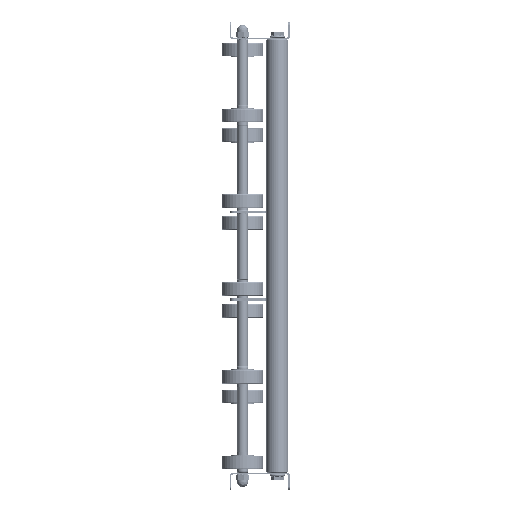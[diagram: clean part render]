
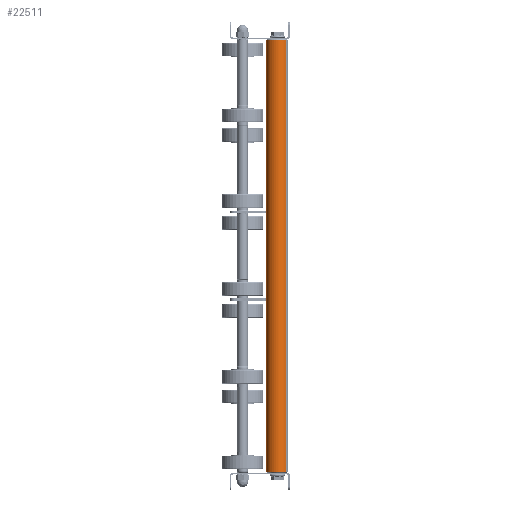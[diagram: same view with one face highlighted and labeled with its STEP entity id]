
A CAD part, left-side view. The second image highlights one B-rep face of the part: STEP entity #22511.
In plain terms, the highlighted cylindrical face has radius 12.5 mm (diameter 25 mm), a partial arc.
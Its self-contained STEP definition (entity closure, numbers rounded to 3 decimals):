
#591 = ORIENTED_EDGE ( 'NONE', *, *, #34470, .F. ) ;
#1203 = CARTESIAN_POINT ( 'NONE',  ( 500., 0., 0. ) ) ;
#1268 = CARTESIAN_POINT ( 'NONE',  ( 1., 0., 0. ) ) ;
#2811 = AXIS2_PLACEMENT_3D ( 'NONE', #6941, #11934, #12296 ) ;
#3545 = VECTOR ( 'NONE', #33400, 1000. ) ;
#3873 = CARTESIAN_POINT ( 'NONE',  ( 499., 0., 12.5 ) ) ;
#4430 = DIRECTION ( 'NONE',  ( 1., 0., 0. ) ) ;
#6941 = CARTESIAN_POINT ( 'NONE',  ( 499., 0., 0. ) ) ;
#7134 = CYLINDRICAL_SURFACE ( 'NONE', #10836, 12.5 ) ;
#8330 = DIRECTION ( 'NONE',  ( -1., 0., 0. ) ) ;
#10836 = AXIS2_PLACEMENT_3D ( 'NONE', #1203, #20626, #12470 ) ;
#11557 = ORIENTED_EDGE ( 'NONE', *, *, #16502, .T. ) ;
#11934 = DIRECTION ( 'NONE',  ( -1., 0., 0. ) ) ;
#12296 = DIRECTION ( 'NONE',  ( 0., 0., -1. ) ) ;
#12470 = DIRECTION ( 'NONE',  ( 0., 0., 1. ) ) ;
#13322 = CIRCLE ( 'NONE', #34033, 12.5 ) ;
#13387 = VERTEX_POINT ( 'NONE', #28435 ) ;
#14309 = CARTESIAN_POINT ( 'NONE',  ( 500., 0., -12.5 ) ) ;
#16502 = EDGE_CURVE ( 'NONE', #30999, #35493, #22303, .T. ) ;
#16834 = VERTEX_POINT ( 'NONE', #25225 ) ;
#19896 = EDGE_LOOP ( 'NONE', ( #591, #11557, #26847, #30667 ) ) ;
#20626 = DIRECTION ( 'NONE',  ( -1., 0., 0. ) ) ;
#22204 = CARTESIAN_POINT ( 'NONE',  ( 500., 0., 12.5 ) ) ;
#22303 = CIRCLE ( 'NONE', #2811, 12.5 ) ;
#22511 = ADVANCED_FACE ( 'NONE', ( #35251 ), #7134, .T. ) ;
#25225 = CARTESIAN_POINT ( 'NONE',  ( 1., 0., 12.5 ) ) ;
#26146 = VECTOR ( 'NONE', #8330, 1000. ) ;
#26691 = EDGE_CURVE ( 'NONE', #35493, #16834, #35928, .T. ) ;
#26847 = ORIENTED_EDGE ( 'NONE', *, *, #26691, .T. ) ;
#28405 = LINE ( 'NONE', #14309, #3545 ) ;
#28435 = CARTESIAN_POINT ( 'NONE',  ( 1., 0., -12.5 ) ) ;
#29324 = EDGE_CURVE ( 'NONE', #16834, #13387, #13322, .T. ) ;
#30667 = ORIENTED_EDGE ( 'NONE', *, *, #29324, .T. ) ;
#30999 = VERTEX_POINT ( 'NONE', #31590 ) ;
#31590 = CARTESIAN_POINT ( 'NONE',  ( 499., 0., -12.5 ) ) ;
#33400 = DIRECTION ( 'NONE',  ( -1., 0., 0. ) ) ;
#34033 = AXIS2_PLACEMENT_3D ( 'NONE', #1268, #4430, #35323 ) ;
#34470 = EDGE_CURVE ( 'NONE', #30999, #13387, #28405, .T. ) ;
#35251 = FACE_OUTER_BOUND ( 'NONE', #19896, .T. ) ;
#35323 = DIRECTION ( 'NONE',  ( 0., 0., -1. ) ) ;
#35493 = VERTEX_POINT ( 'NONE', #3873 ) ;
#35928 = LINE ( 'NONE', #22204, #26146 ) ;
